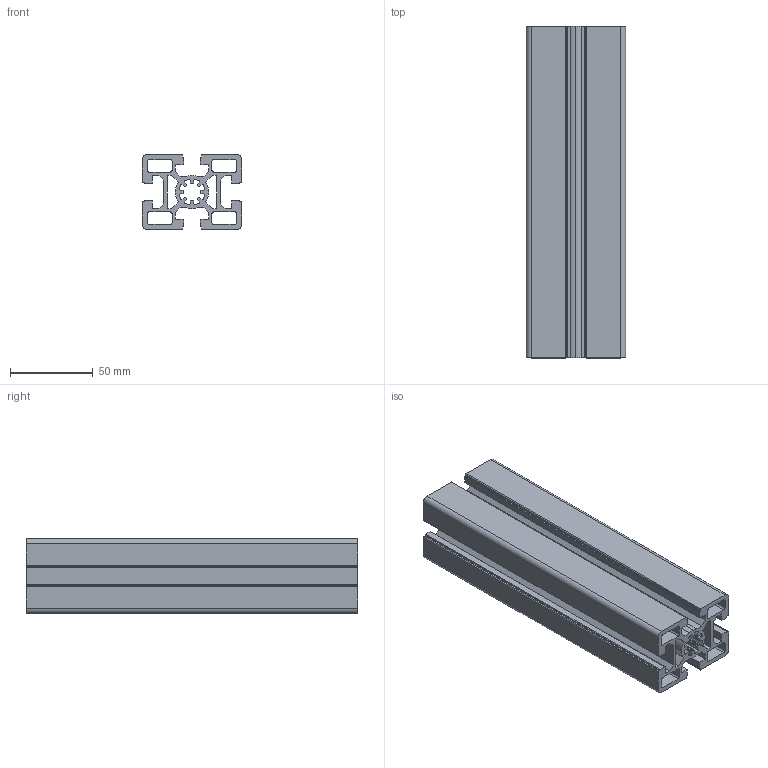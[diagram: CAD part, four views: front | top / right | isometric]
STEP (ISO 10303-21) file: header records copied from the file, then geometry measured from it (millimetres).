
FILE_DESCRIPTION (( 'STEP AP203' ), '1' );
FILE_NAME ('411990570_c_1.STEP', '2022-10-23T11:35:52', ( '' ), ( '' ), 'SwSTEP 2.0', 'SolidWorks 2014', '' );
FILE_SCHEMA (( 'CONFIG_CONTROL_DESIGN' ));
Length unit declared in the file: millimetre
Products named in the file (1): 411990570_c_1
Bounding box: 60 x 200 x 45 mm (x, y, z)
Volume: 222730.8 mm3; surface area: 147744.5 mm2
Topology: 1 solids, 1 shells, 224 faces, 666 edges, 444 vertices
Faces by surface type: cylinder 118, plane 106
Entity records: 7691 total; most frequent: DIRECTION 1352, CARTESIAN_POINT 1335, ORIENTED_EDGE 1332, EDGE_CURVE 666, AXIS2_PLACEMENT_3D 461, VERTEX_POINT 444, LINE 430, VECTOR 430
